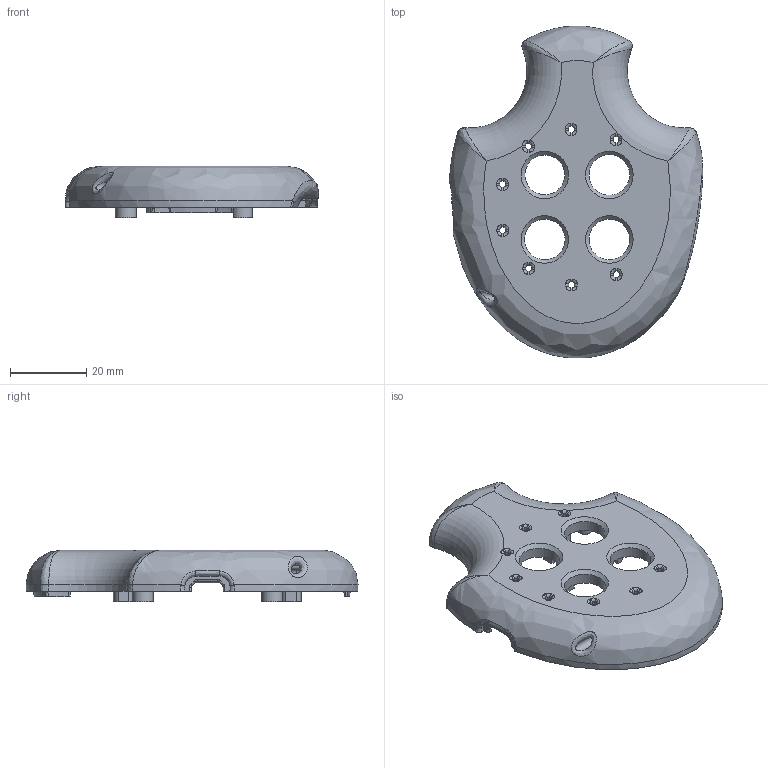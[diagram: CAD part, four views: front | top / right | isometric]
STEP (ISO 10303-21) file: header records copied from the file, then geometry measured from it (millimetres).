
FILE_DESCRIPTION(/* description */ (''),/* implementation_level */ '2;1');
FILE_NAME(/* name */ 'PuckPuckBruce-rev7-Top.stp',/* time_stamp */ '2020-10-16T17:42:04-07:00',/* author */ ('andre'),/* organization */ (''),/* preprocessor_version */ 'ST-DEVELOPER v17',/* originating_system */ 'Autodesk Inventor 2019',/* authorisation */ '');
FILE_SCHEMA (('AUTOMOTIVE_DESIGN { 1 0 10303 214 3 1 1 }'));
Length unit declared in the file: millimetre
Products named in the file (1): PuckPuckBruce-rev7-Top
Bounding box: 66.62 x 87.32 x 13.57 mm (x, y, z)
Volume: 12789 mm3; surface area: 13045 mm2
Topology: 1 solids, 1 shells, 530 faces, 1402 edges, 868 vertices
Faces by surface type: plane 180, cylinder 132, bspline 121, torus 71, cone 26
Full cylindrical faces by diameter (mm): 2.4 x4, 2.5 x1, 3.5 x2, 5.5 x2, 10.5 x1, 10.7 x3
Entity records: 22784 total; most frequent: CARTESIAN_POINT 10581, ORIENTED_EDGE 2792, DIRECTION 2177, EDGE_CURVE 1396, VERTEX_POINT 869, AXIS2_PLACEMENT_3D 844, EDGE_LOOP 557, FACE_OUTER_BOUND 530
